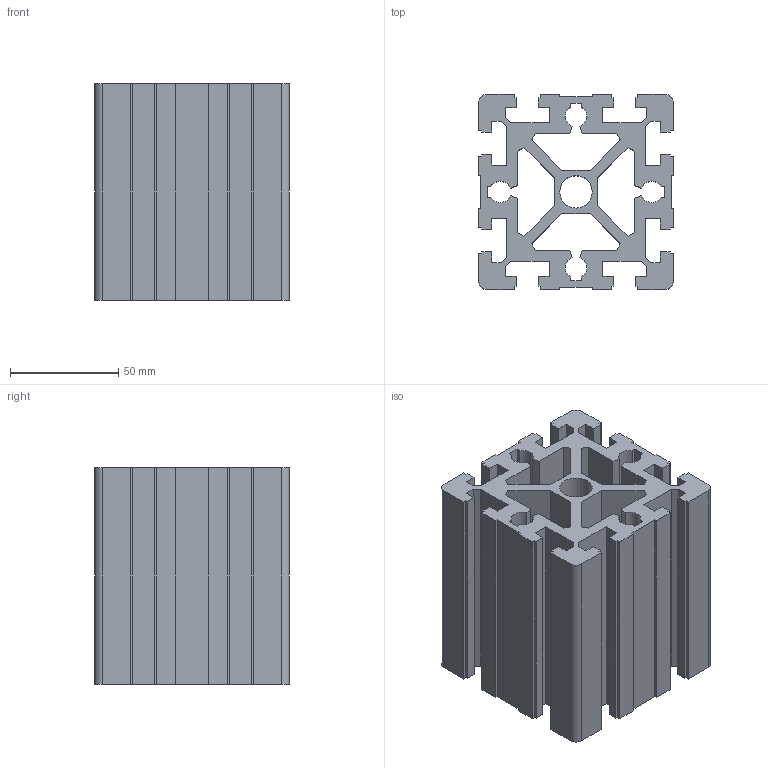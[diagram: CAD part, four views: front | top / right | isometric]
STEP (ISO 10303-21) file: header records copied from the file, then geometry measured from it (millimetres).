
FILE_DESCRIPTION((''),'2;1');
FILE_NAME('K_169090-100.stp','2013-02-18T10:46:39',('VeronikaF'),(''),'Autodesk Inventor 2011','Autodesk Inventor 2011','');
FILE_SCHEMA(('AUTOMOTIVE_DESIGN { 1 0 10303 214 1 1 1 1 }'));
Length unit declared in the file: millimetre
Products named in the file (1): K_169090-100
Bounding box: 90 x 90 x 100 mm (x, y, z)
Volume: 385140.2 mm3; surface area: 136064.4 mm2
Topology: 1 solids, 1 shells, 187 faces, 555 edges, 370 vertices
Faces by surface type: plane 174, cylinder 13
Full cylindrical faces by diameter (mm): 15 x1
Entity records: 6196 total; most frequent: CARTESIAN_POINT 1112, ORIENTED_EDGE 1108, DIRECTION 956, EDGE_CURVE 554, VECTOR 528, LINE 528, VERTEX_POINT 370, AXIS2_PLACEMENT_3D 214
